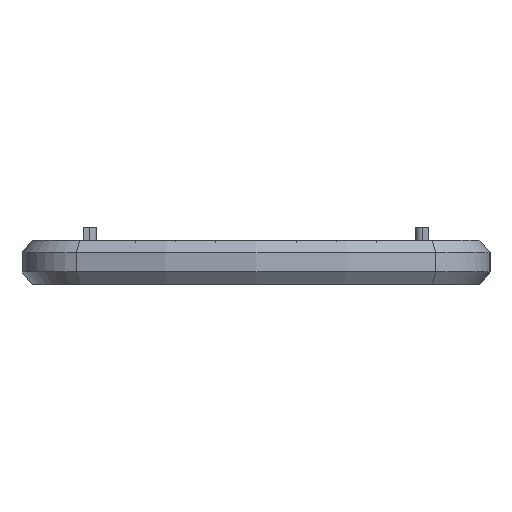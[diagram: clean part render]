
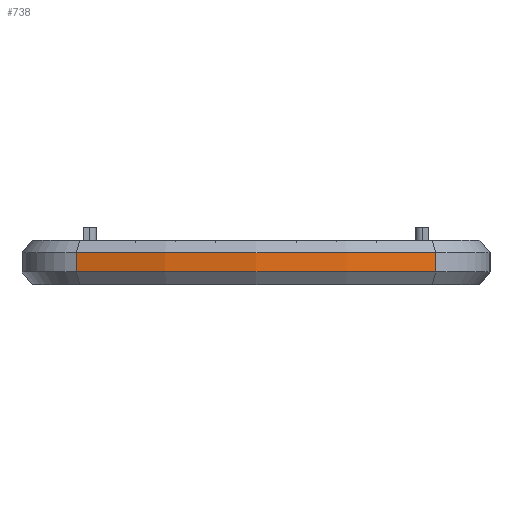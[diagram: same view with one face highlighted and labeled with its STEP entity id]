
A CAD part, left-side view. The second image highlights one B-rep face of the part: STEP entity #738.
In plain terms, the highlighted cylindrical face has radius 43.3 mm (diameter 86.6 mm), a partial arc.
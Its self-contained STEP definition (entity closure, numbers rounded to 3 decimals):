
#148=CARTESIAN_POINT('',(-2.089,98.718,-2.5));
#149=VERTEX_POINT('',#148);
#181=CARTESIAN_POINT('',(-2.089,98.718,-1.0));
#182=VERTEX_POINT('',#181);
#214=CARTESIAN_POINT('',(-2.089,70.632,-1.0));
#215=VERTEX_POINT('',#214);
#216=CARTESIAN_POINT('',(38.871,84.675,-1.));
#217=DIRECTION('',(0.0,0.0,-1.0));
#218=DIRECTION('',(1.0,0.0,0.0));
#219=AXIS2_PLACEMENT_3D('',#216,#217,#218);
#220=CIRCLE('',#219,43.3);
#221=EDGE_CURVE('',#215,#182,#220,.T.);
#256=CARTESIAN_POINT('',(-2.089,70.632,-2.5));
#257=VERTEX_POINT('',#256);
#264=CARTESIAN_POINT('',(38.871,84.675,-2.5));
#265=DIRECTION('',(0.0,0.0,1.0));
#266=DIRECTION('',(1.0,0.0,0.0));
#267=AXIS2_PLACEMENT_3D('',#264,#265,#266);
#268=CIRCLE('',#267,43.3);
#269=EDGE_CURVE('',#149,#257,#268,.T.);
#694=CARTESIAN_POINT('',(-2.089,98.718,-1.0));
#695=DIRECTION('',(0.0,0.0,-1.0));
#696=VECTOR('',#695,1.5);
#697=LINE('',#694,#696);
#698=EDGE_CURVE('',#182,#149,#697,.T.);
#722=CARTESIAN_POINT('',(38.871,84.675,0.0));
#723=DIRECTION('',(0.0,0.0,-1.0));
#724=DIRECTION('',(1.0,0.0,0.0));
#725=AXIS2_PLACEMENT_3D('',#722,#723,#724);
#726=CYLINDRICAL_SURFACE('',#725,43.3);
#727=ORIENTED_EDGE('',*,*,#269,.T.);
#728=CARTESIAN_POINT('',(-2.089,70.632,-1.0));
#729=DIRECTION('',(0.0,0.0,-1.0));
#730=VECTOR('',#729,1.5);
#731=LINE('',#728,#730);
#732=EDGE_CURVE('',#215,#257,#731,.T.);
#733=ORIENTED_EDGE('',*,*,#732,.F.);
#734=ORIENTED_EDGE('',*,*,#221,.T.);
#735=ORIENTED_EDGE('',*,*,#698,.T.);
#736=EDGE_LOOP('',(#727,#733,#734,#735));
#737=FACE_OUTER_BOUND('',#736,.T.);
#738=ADVANCED_FACE('',(#737),#726,.T.);
